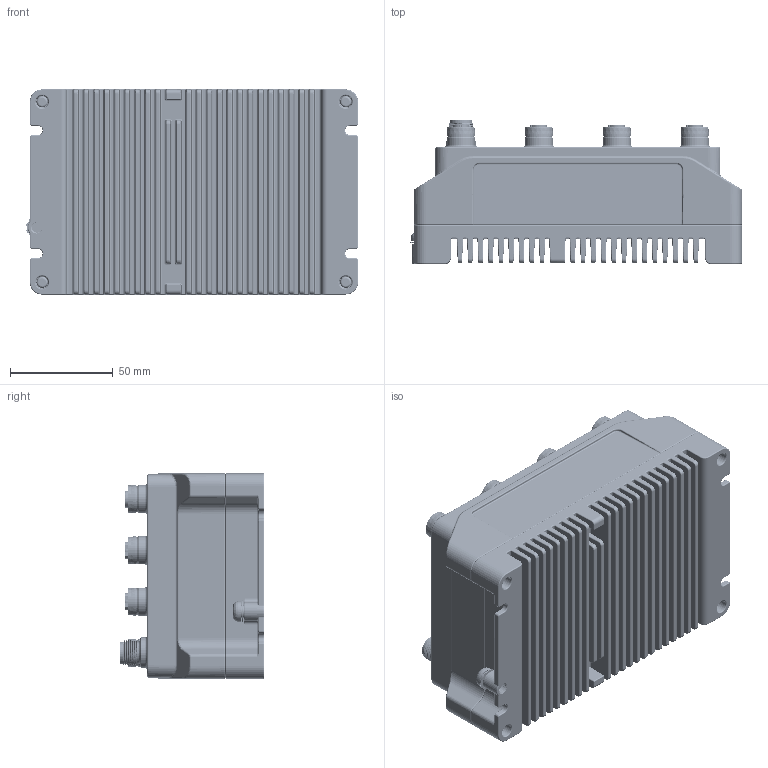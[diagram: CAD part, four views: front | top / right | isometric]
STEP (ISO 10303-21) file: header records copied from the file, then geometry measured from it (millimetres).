
FILE_DESCRIPTION (( 'STEP AP214' ), '1' );
FILE_NAME ('EKI-9508E-MPW-B(SETP).STEP', '2024-11-18T01:45:34', ( '' ), ( '' ), 'SwSTEP 2.0', 'SolidWorks 2022', '' );
FILE_SCHEMA (( 'AUTOMOTIVE_DESIGN' ));
Products named in the file (1): EKI-9508E-MPW-B(SETP)
Bounding box: 161.84 x 70.48 x 100 mm (x, y, z)
Volume: 727780.7 mm3; surface area: 154710.7 mm2
Topology: 1 solids, 80 shells, 8501 faces, 21971 edges, 14138 vertices
Faces by surface type: plane 4439, cylinder 1823, bspline 1397, torus 473, cone 359, sphere 10
Entity records: 285952 total; most frequent: CARTESIAN_POINT 87405, ORIENTED_EDGE 43842, DIRECTION 36889, EDGE_CURVE 21921, VERTEX_POINT 14134, LINE 13153, VECTOR 13153, AXIS2_PLACEMENT_3D 11868
